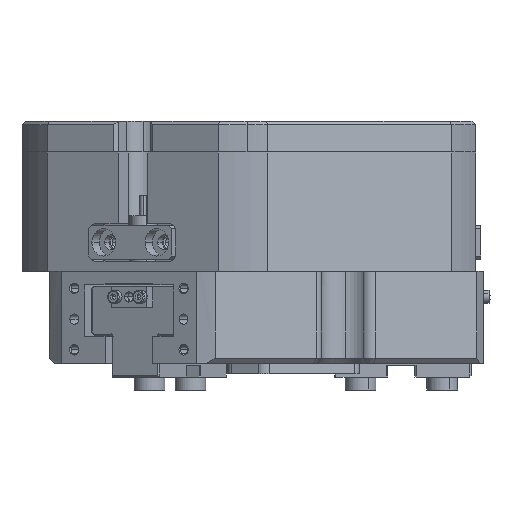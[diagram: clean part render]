
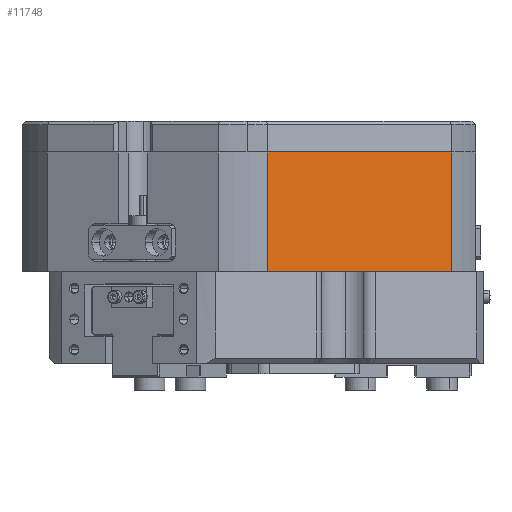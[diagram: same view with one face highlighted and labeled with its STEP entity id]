
A CAD part, front view. The second image highlights one B-rep face of the part: STEP entity #11748.
In plain terms, the highlighted planar face has unit normal (0.5, -0.866, 0).
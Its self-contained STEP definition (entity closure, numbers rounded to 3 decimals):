
#1136 = ORIENTED_EDGE ( 'NONE', *, *, #2625, .F. ) ;
#2625 = EDGE_CURVE ( 'NONE', #8842, #14996, #10200, .T. ) ;
#3166 = CARTESIAN_POINT ( 'NONE',  ( 44.496, -21.512, 145. ) ) ;
#3717 = DIRECTION ( 'NONE',  ( 0., 0., -1. ) ) ;
#6124 = ORIENTED_EDGE ( 'NONE', *, *, #12495, .F. ) ;
#8842 = VERTEX_POINT ( 'NONE', #23510 ) ;
#9052 = LINE ( 'NONE', #27451, #43203 ) ;
#10200 = LINE ( 'NONE', #21086, #37901 ) ;
#11146 = DIRECTION ( 'NONE',  ( -0.866, -0.5, 0. ) ) ;
#11728 = FACE_OUTER_BOUND ( 'NONE', #51782, .T. ) ;
#11748 = ADVANCED_FACE ( 'NONE', ( #11728 ), #26853, .F. ) ;
#12495 = EDGE_CURVE ( 'NONE', #20209, #44498, #33581, .T. ) ;
#14996 = VERTEX_POINT ( 'NONE', #25226 ) ;
#17484 = ORIENTED_EDGE ( 'NONE', *, *, #34621, .F. ) ;
#17648 = DIRECTION ( 'NONE',  ( 0., 0., 1. ) ) ;
#18906 = CARTESIAN_POINT ( 'NONE',  ( 69.443, -7.109, 211.198 ) ) ;
#19122 = AXIS2_PLACEMENT_3D ( 'NONE', #18906, #39619, #39281 ) ;
#20209 = VERTEX_POINT ( 'NONE', #40045 ) ;
#21086 = CARTESIAN_POINT ( 'NONE',  ( -9.532, -52.705, 180. ) ) ;
#22578 = VECTOR ( 'NONE', #3717, 1000. ) ;
#23510 = CARTESIAN_POINT ( 'NONE',  ( -9.532, -52.705, 145. ) ) ;
#25226 = CARTESIAN_POINT ( 'NONE',  ( -9.532, -52.705, 180. ) ) ;
#26853 = PLANE ( 'NONE',  #19122 ) ;
#27451 = CARTESIAN_POINT ( 'NONE',  ( 17.482, -37.109, 180. ) ) ;
#28761 = EDGE_CURVE ( 'NONE', #20209, #14996, #9052, .T. ) ;
#31641 = DIRECTION ( 'NONE',  ( -0.866, -0.5, 0. ) ) ;
#33581 = LINE ( 'NONE', #53073, #22578 ) ;
#34621 = EDGE_CURVE ( 'NONE', #44498, #8842, #49467, .T. ) ;
#35854 = CARTESIAN_POINT ( 'NONE',  ( 69.443, -7.109, 145. ) ) ;
#37901 = VECTOR ( 'NONE', #17648, 1000. ) ;
#37952 = ORIENTED_EDGE ( 'NONE', *, *, #28761, .T. ) ;
#39281 = DIRECTION ( 'NONE',  ( -0.866, -0.5, 0. ) ) ;
#39619 = DIRECTION ( 'NONE',  ( -0.5, 0.866, 0. ) ) ;
#40045 = CARTESIAN_POINT ( 'NONE',  ( 44.496, -21.512, 180. ) ) ;
#43065 = VECTOR ( 'NONE', #11146, 1000. ) ;
#43203 = VECTOR ( 'NONE', #31641, 1000. ) ;
#44498 = VERTEX_POINT ( 'NONE', #3166 ) ;
#49467 = LINE ( 'NONE', #35854, #43065 ) ;
#51782 = EDGE_LOOP ( 'NONE', ( #17484, #6124, #37952, #1136 ) ) ;
#53073 = CARTESIAN_POINT ( 'NONE',  ( 44.496, -21.512, 180. ) ) ;
